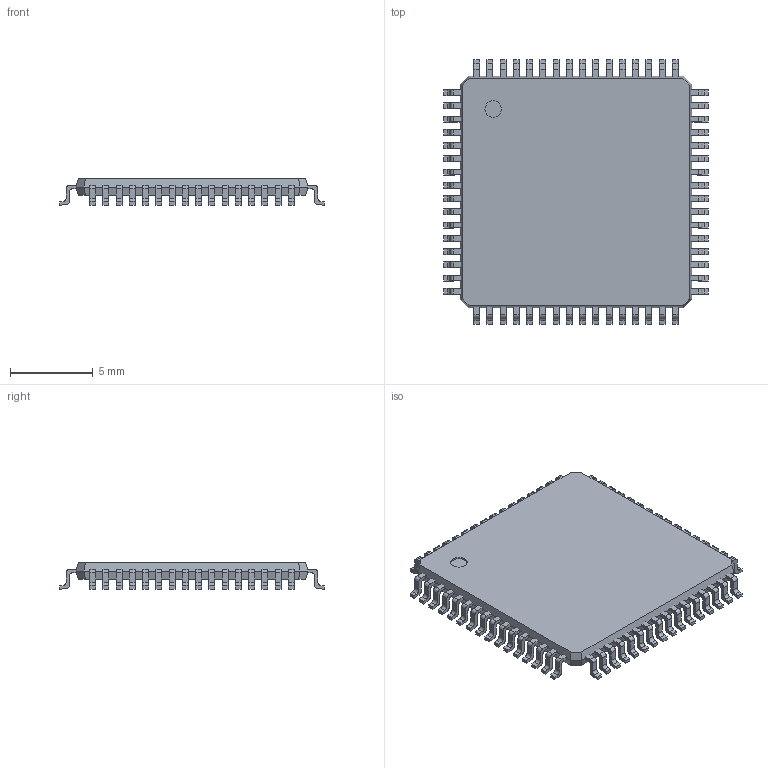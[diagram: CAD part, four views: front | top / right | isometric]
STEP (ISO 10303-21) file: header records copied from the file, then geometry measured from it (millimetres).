
FILE_DESCRIPTION (( 'STEP AP214' ), '1' );
FILE_NAME ('User Library-TQFP64-4.STEP', '2021-06-01T08:37:32', ( '' ), ( '' ), 'SwSTEP 2.0', 'SolidWorks 2021', '' );
FILE_SCHEMA (( 'AUTOMOTIVE_DESIGN' ));
Length unit declared in the file: millimetre
Products named in the file (4): -s=adn; User Library-TQFP64-4; -s=adn_3; -s=adn_2
Assembly tree (65 placements, depth 2):
  User Library-TQFP64-4
    -s=adn
    -s=adn_2  x48
    -s=adn_3  x16
Bounding box: 16 x 16 x 1.6 mm (x, y, z)
Volume: 200.7 mm3; surface area: 579.5 mm2
Topology: 65 solids, 65 shells, 981 faces, 2542 edges, 1692 vertices
Faces by surface type: plane 723, cylinder 258
Entity records: 2685 total; most frequent: DIRECTION 382, CARTESIAN_POINT 323, ORIENTED_EDGE 248, AXIS2_PLACEMENT_3D 139, EDGE_CURVE 124, VECTOR 104, LINE 104, VERTEX_POINT 80
